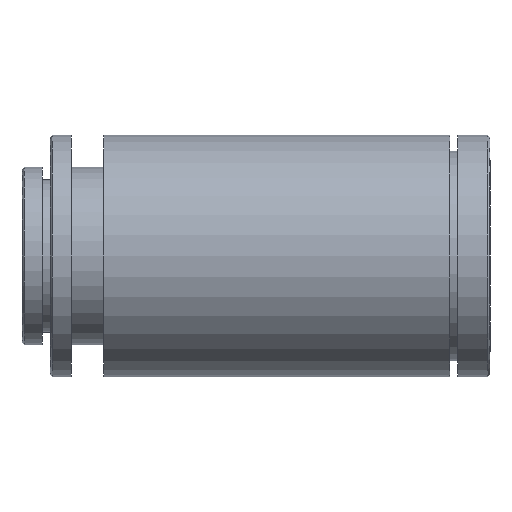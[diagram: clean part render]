
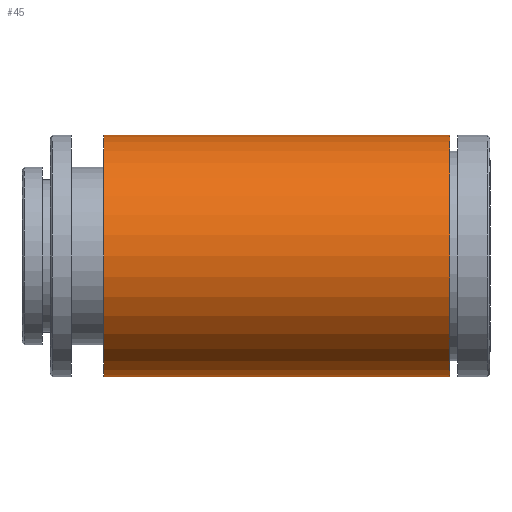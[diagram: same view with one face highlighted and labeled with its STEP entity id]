
A CAD part, front view. The second image highlights one B-rep face of the part: STEP entity #45.
In plain terms, the highlighted cylindrical face has radius 15 mm (diameter 30 mm), a partial arc.
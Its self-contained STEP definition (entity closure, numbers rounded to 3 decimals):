
#15 = EDGE_CURVE ( 'NONE', #567, #410, #439, .T. ) ;
#45 = ADVANCED_FACE ( 'NONE', ( #734 ), #189, .T. ) ;
#74 = CARTESIAN_POINT ( 'NONE',  ( -282.112, 0., 0. ) ) ;
#77 = VERTEX_POINT ( 'NONE', #830 ) ;
#108 = EDGE_CURVE ( 'NONE', #77, #410, #991, .T. ) ;
#112 = ORIENTED_EDGE ( 'NONE', *, *, #108, .T. ) ;
#145 = DIRECTION ( 'NONE',  ( -1., 0., 0. ) ) ;
#189 = CYLINDRICAL_SURFACE ( 'NONE', #1187, 15. ) ;
#319 = EDGE_CURVE ( 'NONE', #769, #567, #794, .T. ) ;
#339 = ORIENTED_EDGE ( 'NONE', *, *, #319, .F. ) ;
#343 = CARTESIAN_POINT ( 'NONE',  ( 53.07, 0., 0. ) ) ;
#381 = AXIS2_PLACEMENT_3D ( 'NONE', #429, #622, #1004 ) ;
#410 = VERTEX_POINT ( 'NONE', #680 ) ;
#423 = CIRCLE ( 'NONE', #692, 15. ) ;
#429 = CARTESIAN_POINT ( 'NONE',  ( 10.14, 0., 0. ) ) ;
#439 = CIRCLE ( 'NONE', #381, 15. ) ;
#525 = EDGE_LOOP ( 'NONE', ( #339, #687, #112, #740 ) ) ;
#542 = DIRECTION ( 'NONE',  ( 0., 0., 1. ) ) ;
#567 = VERTEX_POINT ( 'NONE', #817 ) ;
#568 = EDGE_CURVE ( 'NONE', #769, #77, #423, .T. ) ;
#622 = DIRECTION ( 'NONE',  ( -1., 0., 0. ) ) ;
#644 = DIRECTION ( 'NONE',  ( 0., 0., 1. ) ) ;
#680 = CARTESIAN_POINT ( 'NONE',  ( 10.14, 0., 15. ) ) ;
#684 = CARTESIAN_POINT ( 'NONE',  ( 53.07, 0., -15. ) ) ;
#687 = ORIENTED_EDGE ( 'NONE', *, *, #568, .T. ) ;
#692 = AXIS2_PLACEMENT_3D ( 'NONE', #343, #984, #542 ) ;
#734 = FACE_OUTER_BOUND ( 'NONE', #525, .T. ) ;
#739 = DIRECTION ( 'NONE',  ( -1., 0., 0. ) ) ;
#740 = ORIENTED_EDGE ( 'NONE', *, *, #15, .F. ) ;
#769 = VERTEX_POINT ( 'NONE', #684 ) ;
#794 = LINE ( 'NONE', #1055, #956 ) ;
#817 = CARTESIAN_POINT ( 'NONE',  ( 10.14, 0., -15. ) ) ;
#830 = CARTESIAN_POINT ( 'NONE',  ( 53.07, 0., 15. ) ) ;
#956 = VECTOR ( 'NONE', #145, 1000. ) ;
#984 = DIRECTION ( 'NONE',  ( -1., 0., 0. ) ) ;
#991 = LINE ( 'NONE', #1190, #1015 ) ;
#1004 = DIRECTION ( 'NONE',  ( 0., 0., 1. ) ) ;
#1010 = DIRECTION ( 'NONE',  ( -1., 0., 0. ) ) ;
#1015 = VECTOR ( 'NONE', #739, 1000. ) ;
#1055 = CARTESIAN_POINT ( 'NONE',  ( -282.112, 0., -15. ) ) ;
#1187 = AXIS2_PLACEMENT_3D ( 'NONE', #74, #1010, #644 ) ;
#1190 = CARTESIAN_POINT ( 'NONE',  ( -282.112, 0., 15. ) ) ;
